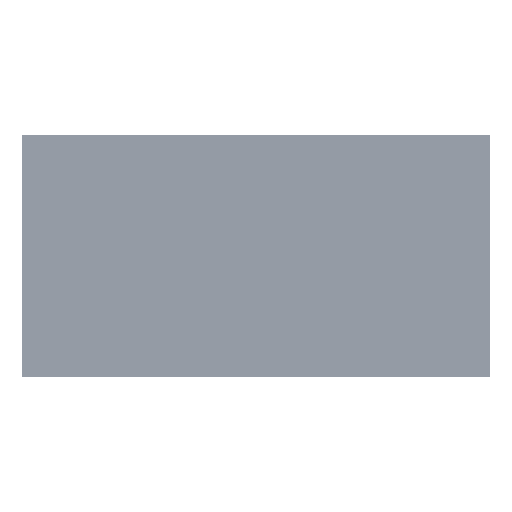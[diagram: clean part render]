
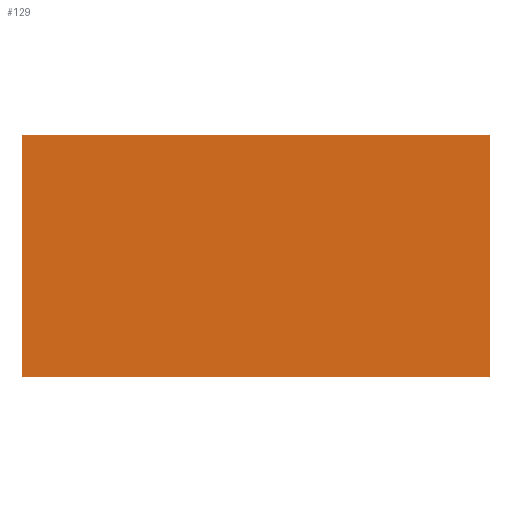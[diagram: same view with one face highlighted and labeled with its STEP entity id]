
A CAD part, front view. The second image highlights one B-rep face of the part: STEP entity #129.
In plain terms, the highlighted free-form (B-spline) face has degree [1, 1] with [2, 2] control points.
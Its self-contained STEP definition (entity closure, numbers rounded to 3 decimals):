
#31 = VERTEX_POINT('',#32);
#32 = CARTESIAN_POINT('',(0.,-181.677,-1998.45));
#37 = EDGE_CURVE('',#31,#38,#40,.T.);
#38 = VERTEX_POINT('',#39);
#39 = CARTESIAN_POINT('',(0.,-181.677,0.));
#40 = B_SPLINE_CURVE_WITH_KNOTS('',1,(#41,#42),.UNSPECIFIED.,.F.,.F.,(2,
    2),(-2200.,0.),.PIECEWISE_BEZIER_KNOTS.);
#41 = CARTESIAN_POINT('',(0.,-181.677,-1998.45));
#42 = CARTESIAN_POINT('',(0.,-181.677,0.));
#65 = VERTEX_POINT('',#66);
#66 = CARTESIAN_POINT('',(3860.642,-181.677,
    -1998.45));
#71 = EDGE_CURVE('',#65,#31,#72,.T.);
#72 = B_SPLINE_CURVE_WITH_KNOTS('',1,(#73,#74),.UNSPECIFIED.,.F.,.F.,(2,
    2),(-4250.,-0.),.PIECEWISE_BEZIER_KNOTS.);
#73 = CARTESIAN_POINT('',(3860.642,-181.677,
    -1998.45));
#74 = CARTESIAN_POINT('',(0.,-181.677,-1998.45));
#93 = VERTEX_POINT('',#94);
#94 = CARTESIAN_POINT('',(3860.642,-181.677,0.));
#99 = EDGE_CURVE('',#93,#65,#100,.T.);
#100 = B_SPLINE_CURVE_WITH_KNOTS('',1,(#101,#102),.UNSPECIFIED.,.F.,.F.,
  (2,2),(0.,2200.),.PIECEWISE_BEZIER_KNOTS.);
#101 = CARTESIAN_POINT('',(3860.642,-181.677,0.));
#102 = CARTESIAN_POINT('',(3860.642,-181.677,
    -1998.45));
#119 = EDGE_CURVE('',#38,#93,#120,.T.);
#120 = B_SPLINE_CURVE_WITH_KNOTS('',1,(#121,#122),.UNSPECIFIED.,.F.,.F.,
  (2,2),(0.,4250.),.PIECEWISE_BEZIER_KNOTS.);
#121 = CARTESIAN_POINT('',(0.,-181.677,0.));
#122 = CARTESIAN_POINT('',(3860.642,-181.677,0.));
#129 = ADVANCED_FACE('',(#130),#136,.T.);
#130 = FACE_BOUND('',#131,.T.);
#131 = EDGE_LOOP('',(#132,#133,#134,#135));
#132 = ORIENTED_EDGE('',*,*,#37,.F.);
#133 = ORIENTED_EDGE('',*,*,#71,.F.);
#134 = ORIENTED_EDGE('',*,*,#99,.F.);
#135 = ORIENTED_EDGE('',*,*,#119,.F.);
#136 = B_SPLINE_SURFACE_WITH_KNOTS('',1,1,(
    (#137,#138)
    ,(#139,#140
    )),.UNSPECIFIED.,.F.,.F.,.F.,(2,2),(2,2),(0.,2200.),(0.,4250.),
  .PIECEWISE_BEZIER_KNOTS.);
#137 = CARTESIAN_POINT('',(0.,-181.677,0.));
#138 = CARTESIAN_POINT('',(3860.642,-181.677,0.));
#139 = CARTESIAN_POINT('',(0.,-181.677,-1998.45));
#140 = CARTESIAN_POINT('',(3860.642,-181.677,
    -1998.45));
